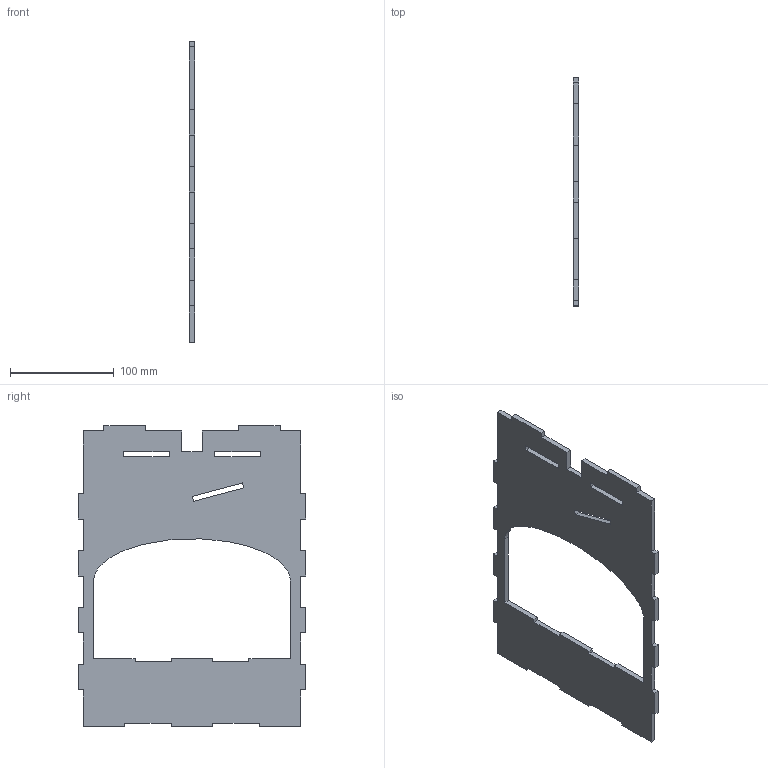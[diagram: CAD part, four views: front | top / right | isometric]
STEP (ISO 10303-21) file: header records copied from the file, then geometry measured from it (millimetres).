
FILE_DESCRIPTION(/* description */ (''),/* implementation_level */ '2;1');
FILE_NAME(/* name */ 'Side v18.step',/* time_stamp */ '2022-02-27T23:27:48+00:00',/* author */ (''),/* organization */ (''),/* preprocessor_version */ 'ST-DEVELOPER v18.1',/* originating_system */ 'Autodesk Translation Framework v10.13.0.1454',/* authorisation */ '');
FILE_SCHEMA (('AUTOMOTIVE_DESIGN { 1 0 10303 214 3 1 1 }'));
Length unit declared in the file: millimetre
Products named in the file (1): Side
Bounding box: 5 x 220 x 290 mm (x, y, z)
Volume: 196561 mm3; surface area: 88733.9 mm2
Topology: 1 solids, 1 shells, 82 faces, 240 edges, 160 vertices
Faces by surface type: plane 81, bspline 1
Entity records: 2720 total; most frequent: CARTESIAN_POINT 492, ORIENTED_EDGE 480, DIRECTION 406, EDGE_CURVE 240, LINE 238, VECTOR 238, VERTEX_POINT 160, EDGE_LOOP 90
